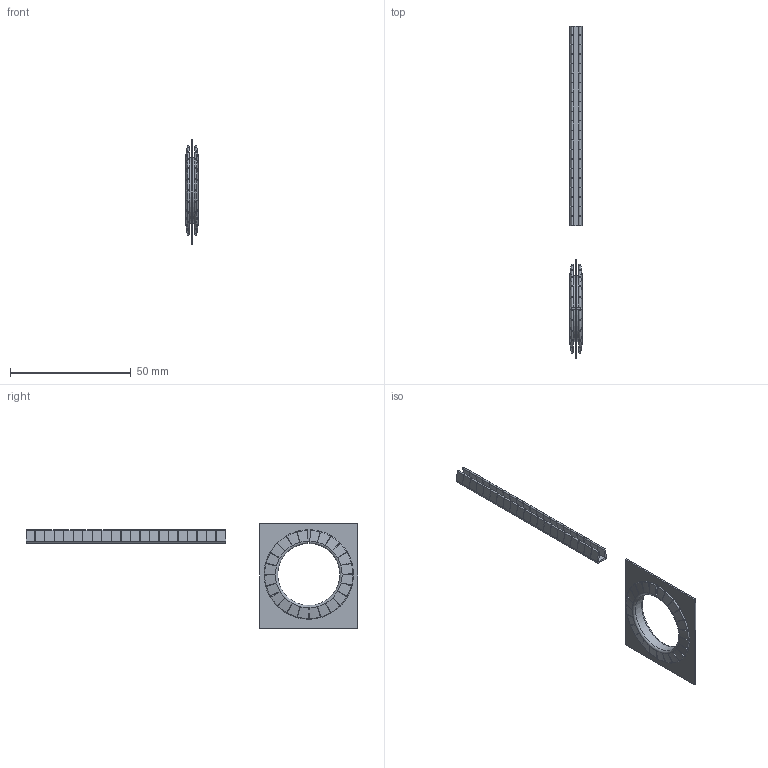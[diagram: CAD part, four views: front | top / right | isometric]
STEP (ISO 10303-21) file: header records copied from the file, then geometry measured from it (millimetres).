
FILE_DESCRIPTION(/* description */ (''),/* implementation_level */ '2;1');
FILE_NAME(/* name */ 'GEE144F-A-C.stp',/* time_stamp */ '2022-04-07T15:46:54-04:00',/* author */ (''),/* organization */ (''),/* preprocessor_version */ 'ST-DEVELOPER v16.7',/* originating_system */ 'SIEMENS PLM Software NX 1926',/* authorisation */ '');
FILE_SCHEMA (('AP203_CONFIGURATION_CONTROLLED_3D_DESIGN_OF_MECHANICAL_PARTS_AND_ASSEMBLIES_MIM_LF { 1 0 10303 403 2 1 2}'));
Length unit declared in the file: inch
Products named in the file (1): G03597XG_00-GEE144F
Bounding box: 5.36 x 137.16 x 43.18 mm (x, y, z)
Volume: 2796.7 mm3; surface area: 8377.8 mm2
Topology: 3 solids, 3 shells, 379 faces, 1119 edges, 746 vertices
Faces by surface type: plane 274, torus 52, cylinder 49, cone 4
Full cylindrical faces by diameter (mm): 27.432 x1
Entity records: 13629 total; most frequent: CARTESIAN_POINT 3936, ORIENTED_EDGE 2236, DIRECTION 1720, EDGE_CURVE 1118, VERTEX_POINT 746, AXIS2_PLACEMENT_3D 590, LINE 540, VECTOR 540
